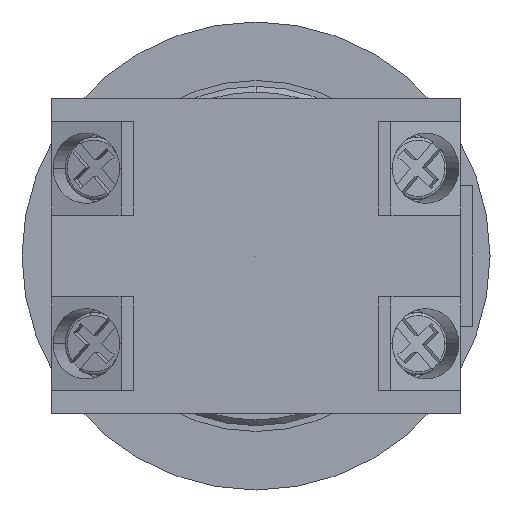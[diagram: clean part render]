
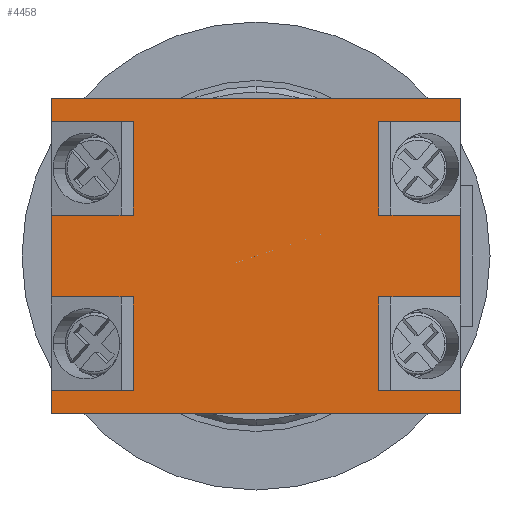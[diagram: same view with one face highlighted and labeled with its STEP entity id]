
A CAD part, front view. The second image highlights one B-rep face of the part: STEP entity #4458.
In plain terms, the highlighted planar face has unit normal (0, -1, 0).
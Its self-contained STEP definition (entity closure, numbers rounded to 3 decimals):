
#2287 = VERTEX_POINT('',#2288);
#2288 = CARTESIAN_POINT('',(0.,0.,-27.));
#2294 = EDGE_CURVE('',#2287,#2295,#2297,.T.);
#2295 = VERTEX_POINT('',#2296);
#2296 = CARTESIAN_POINT('',(0.,0.,-25.));
#2297 = LINE('',#2298,#2299);
#2298 = CARTESIAN_POINT('',(0.,0.,-27.));
#2299 = VECTOR('',#2300,1.);
#2300 = DIRECTION('',(0.,0.,1.));
#2319 = VERTEX_POINT('',#2320);
#2320 = CARTESIAN_POINT('',(0.,0.,-17.));
#2326 = EDGE_CURVE('',#2319,#2327,#2329,.T.);
#2327 = VERTEX_POINT('',#2328);
#2328 = CARTESIAN_POINT('',(0.,0.,-10.));
#2329 = LINE('',#2330,#2331);
#2330 = CARTESIAN_POINT('',(0.,0.,-17.));
#2331 = VECTOR('',#2332,1.);
#2332 = DIRECTION('',(0.,0.,1.));
#2351 = VERTEX_POINT('',#2352);
#2352 = CARTESIAN_POINT('',(0.,0.,-2.));
#2358 = EDGE_CURVE('',#2351,#2359,#2361,.T.);
#2359 = VERTEX_POINT('',#2360);
#2360 = CARTESIAN_POINT('',(0.,0.,0.));
#2361 = LINE('',#2362,#2363);
#2362 = CARTESIAN_POINT('',(0.,0.,-2.));
#2363 = VECTOR('',#2364,1.);
#2364 = DIRECTION('',(0.,0.,1.));
#2455 = VERTEX_POINT('',#2456);
#2456 = CARTESIAN_POINT('',(35.,0.,0.));
#2462 = EDGE_CURVE('',#2455,#2463,#2465,.T.);
#2463 = VERTEX_POINT('',#2464);
#2464 = CARTESIAN_POINT('',(35.,0.,-2.));
#2465 = LINE('',#2466,#2467);
#2466 = CARTESIAN_POINT('',(35.,0.,0.));
#2467 = VECTOR('',#2468,1.);
#2468 = DIRECTION('',(0.,0.,-1.));
#2487 = VERTEX_POINT('',#2488);
#2488 = CARTESIAN_POINT('',(35.,0.,-10.));
#2494 = EDGE_CURVE('',#2487,#2495,#2497,.T.);
#2495 = VERTEX_POINT('',#2496);
#2496 = CARTESIAN_POINT('',(35.,0.,-17.));
#2497 = LINE('',#2498,#2499);
#2498 = CARTESIAN_POINT('',(35.,0.,-10.));
#2499 = VECTOR('',#2500,1.);
#2500 = DIRECTION('',(0.,0.,-1.));
#2519 = VERTEX_POINT('',#2520);
#2520 = CARTESIAN_POINT('',(35.,0.,-25.));
#2526 = EDGE_CURVE('',#2519,#2527,#2529,.T.);
#2527 = VERTEX_POINT('',#2528);
#2528 = CARTESIAN_POINT('',(35.,0.,-27.));
#2529 = LINE('',#2530,#2531);
#2530 = CARTESIAN_POINT('',(35.,0.,-25.));
#2531 = VECTOR('',#2532,1.);
#2532 = DIRECTION('',(0.,0.,-1.));
#3634 = EDGE_CURVE('',#2295,#3635,#3637,.T.);
#3635 = VERTEX_POINT('',#3636);
#3636 = CARTESIAN_POINT('',(7.,0.,-25.));
#3637 = LINE('',#3638,#3639);
#3638 = CARTESIAN_POINT('',(0.,0.,-25.));
#3639 = VECTOR('',#3640,1.);
#3640 = DIRECTION('',(1.,0.,0.));
#3689 = EDGE_CURVE('',#3635,#3690,#3692,.T.);
#3690 = VERTEX_POINT('',#3691);
#3691 = CARTESIAN_POINT('',(7.,0.,-17.));
#3692 = LINE('',#3693,#3694);
#3693 = CARTESIAN_POINT('',(7.,0.,-25.));
#3694 = VECTOR('',#3695,1.);
#3695 = DIRECTION('',(0.,0.,1.));
#3720 = EDGE_CURVE('',#3690,#2319,#3721,.T.);
#3721 = LINE('',#3722,#3723);
#3722 = CARTESIAN_POINT('',(7.,0.,-17.));
#3723 = VECTOR('',#3724,1.);
#3724 = DIRECTION('',(-1.,0.,0.));
#3853 = EDGE_CURVE('',#2495,#3854,#3856,.T.);
#3854 = VERTEX_POINT('',#3855);
#3855 = CARTESIAN_POINT('',(28.,0.,-17.));
#3856 = LINE('',#3857,#3858);
#3857 = CARTESIAN_POINT('',(35.,0.,-17.));
#3858 = VECTOR('',#3859,1.);
#3859 = DIRECTION('',(-1.,0.,0.));
#3892 = EDGE_CURVE('',#3854,#3893,#3895,.T.);
#3893 = VERTEX_POINT('',#3894);
#3894 = CARTESIAN_POINT('',(28.,0.,-25.));
#3895 = LINE('',#3896,#3897);
#3896 = CARTESIAN_POINT('',(28.,0.,-17.));
#3897 = VECTOR('',#3898,1.);
#3898 = DIRECTION('',(0.,0.,-1.));
#3939 = EDGE_CURVE('',#3893,#2519,#3940,.T.);
#3940 = LINE('',#3941,#3942);
#3941 = CARTESIAN_POINT('',(28.,0.,-25.));
#3942 = VECTOR('',#3943,1.);
#3943 = DIRECTION('',(1.,0.,0.));
#4003 = EDGE_CURVE('',#2327,#4004,#4006,.T.);
#4004 = VERTEX_POINT('',#4005);
#4005 = CARTESIAN_POINT('',(7.,0.,-10.));
#4006 = LINE('',#4007,#4008);
#4007 = CARTESIAN_POINT('',(0.,0.,-10.));
#4008 = VECTOR('',#4009,1.);
#4009 = DIRECTION('',(1.,0.,0.));
#4042 = EDGE_CURVE('',#4004,#4043,#4045,.T.);
#4043 = VERTEX_POINT('',#4044);
#4044 = CARTESIAN_POINT('',(7.,0.,-2.));
#4045 = LINE('',#4046,#4047);
#4046 = CARTESIAN_POINT('',(7.,0.,-10.));
#4047 = VECTOR('',#4048,1.);
#4048 = DIRECTION('',(0.,0.,1.));
#4089 = EDGE_CURVE('',#4043,#2351,#4090,.T.);
#4090 = LINE('',#4091,#4092);
#4091 = CARTESIAN_POINT('',(7.,0.,-2.));
#4092 = VECTOR('',#4093,1.);
#4093 = DIRECTION('',(-1.,0.,0.));
#4121 = EDGE_CURVE('',#2463,#4122,#4124,.T.);
#4122 = VERTEX_POINT('',#4123);
#4123 = CARTESIAN_POINT('',(28.,0.,-2.));
#4124 = LINE('',#4125,#4126);
#4125 = CARTESIAN_POINT('',(35.,0.,-2.));
#4126 = VECTOR('',#4127,1.);
#4127 = DIRECTION('',(-1.,0.,0.));
#4183 = EDGE_CURVE('',#4122,#4184,#4186,.T.);
#4184 = VERTEX_POINT('',#4185);
#4185 = CARTESIAN_POINT('',(28.,0.,-10.));
#4186 = LINE('',#4187,#4188);
#4187 = CARTESIAN_POINT('',(28.,0.,-2.));
#4188 = VECTOR('',#4189,1.);
#4189 = DIRECTION('',(0.,0.,-1.));
#4214 = EDGE_CURVE('',#4184,#2487,#4215,.T.);
#4215 = LINE('',#4216,#4217);
#4216 = CARTESIAN_POINT('',(28.,0.,-10.));
#4217 = VECTOR('',#4218,1.);
#4218 = DIRECTION('',(1.,0.,0.));
#4289 = EDGE_CURVE('',#2359,#2455,#4290,.T.);
#4290 = LINE('',#4291,#4292);
#4291 = CARTESIAN_POINT('',(0.,0.,0.));
#4292 = VECTOR('',#4293,1.);
#4293 = DIRECTION('',(1.,0.,0.));
#4367 = EDGE_CURVE('',#2527,#2287,#4368,.T.);
#4368 = LINE('',#4369,#4370);
#4369 = CARTESIAN_POINT('',(35.,0.,-27.));
#4370 = VECTOR('',#4371,1.);
#4371 = DIRECTION('',(-1.,0.,0.));
#4458 = ADVANCED_FACE('',(#4459),#4481,.F.);
#4459 = FACE_BOUND('',#4460,.T.);
#4460 = EDGE_LOOP('',(#4461,#4462,#4463,#4464,#4465,#4466,#4467,#4468,
    #4469,#4470,#4471,#4472,#4473,#4474,#4475,#4476,#4477,#4478,#4479,
    #4480));
#4461 = ORIENTED_EDGE('',*,*,#2358,.F.);
#4462 = ORIENTED_EDGE('',*,*,#4089,.F.);
#4463 = ORIENTED_EDGE('',*,*,#4042,.F.);
#4464 = ORIENTED_EDGE('',*,*,#4003,.F.);
#4465 = ORIENTED_EDGE('',*,*,#2326,.F.);
#4466 = ORIENTED_EDGE('',*,*,#3720,.F.);
#4467 = ORIENTED_EDGE('',*,*,#3689,.F.);
#4468 = ORIENTED_EDGE('',*,*,#3634,.F.);
#4469 = ORIENTED_EDGE('',*,*,#2294,.F.);
#4470 = ORIENTED_EDGE('',*,*,#4367,.F.);
#4471 = ORIENTED_EDGE('',*,*,#2526,.F.);
#4472 = ORIENTED_EDGE('',*,*,#3939,.F.);
#4473 = ORIENTED_EDGE('',*,*,#3892,.F.);
#4474 = ORIENTED_EDGE('',*,*,#3853,.F.);
#4475 = ORIENTED_EDGE('',*,*,#2494,.F.);
#4476 = ORIENTED_EDGE('',*,*,#4214,.F.);
#4477 = ORIENTED_EDGE('',*,*,#4183,.F.);
#4478 = ORIENTED_EDGE('',*,*,#4121,.F.);
#4479 = ORIENTED_EDGE('',*,*,#2462,.F.);
#4480 = ORIENTED_EDGE('',*,*,#4289,.F.);
#4481 = PLANE('',#4482);
#4482 = AXIS2_PLACEMENT_3D('',#4483,#4484,#4485);
#4483 = CARTESIAN_POINT('',(0.,0.,-10.));
#4484 = DIRECTION('',(0.,1.,-0.));
#4485 = DIRECTION('',(0.,0.,1.));
